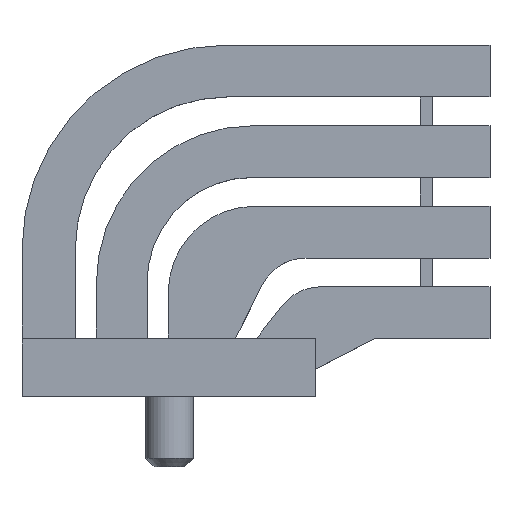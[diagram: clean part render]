
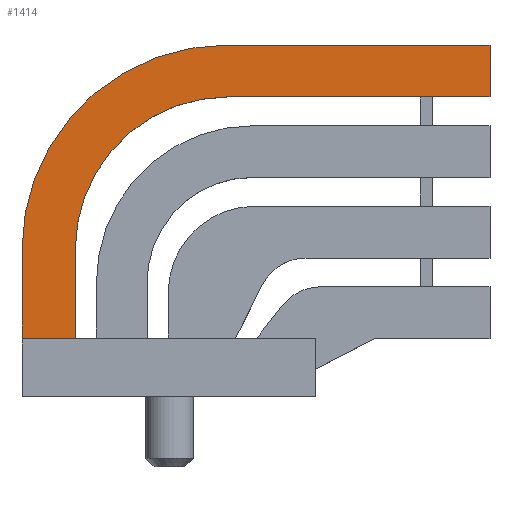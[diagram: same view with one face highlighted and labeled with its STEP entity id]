
A CAD part, top view. The second image highlights one B-rep face of the part: STEP entity #1414.
In plain terms, the highlighted planar face has unit normal (0, 0, 1).
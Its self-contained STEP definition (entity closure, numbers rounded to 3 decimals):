
#98=LINE('',#2119,#279);
#105=LINE('',#2134,#286);
#107=LINE('',#2138,#288);
#120=LINE('',#2167,#301);
#121=LINE('',#2171,#302);
#122=LINE('',#2172,#303);
#279=VECTOR('',#1716,10.);
#286=VECTOR('',#1729,10.);
#288=VECTOR('',#1733,10.);
#301=VECTOR('',#1760,10.);
#302=VECTOR('',#1763,10.);
#303=VECTOR('',#1764,10.);
#406=PLANE('',#1502);
#487=FACE_OUTER_BOUND('',#560,.T.);
#560=EDGE_LOOP('',(#1147,#1148,#1149,#1150,#1151,#1152,#1153,#1154));
#609=CIRCLE('',#1493,9.379);
#611=CIRCLE('',#1503,12.559);
#693=VERTEX_POINT('',#2116);
#694=VERTEX_POINT('',#2118);
#698=VERTEX_POINT('',#2128);
#699=VERTEX_POINT('',#2132);
#700=VERTEX_POINT('',#2136);
#709=VERTEX_POINT('',#2166);
#710=VERTEX_POINT('',#2168);
#711=VERTEX_POINT('',#2170);
#852=EDGE_CURVE('',#693,#694,#98,.T.);
#858=EDGE_CURVE('',#698,#693,#609,.T.);
#860=EDGE_CURVE('',#699,#698,#105,.T.);
#862=EDGE_CURVE('',#700,#699,#107,.T.);
#876=EDGE_CURVE('',#709,#700,#120,.T.);
#877=EDGE_CURVE('',#710,#709,#611,.T.);
#878=EDGE_CURVE('',#711,#710,#121,.T.);
#879=EDGE_CURVE('',#694,#711,#122,.T.);
#1147=ORIENTED_EDGE('',*,*,#862,.F.);
#1148=ORIENTED_EDGE('',*,*,#876,.F.);
#1149=ORIENTED_EDGE('',*,*,#877,.F.);
#1150=ORIENTED_EDGE('',*,*,#878,.F.);
#1151=ORIENTED_EDGE('',*,*,#879,.F.);
#1152=ORIENTED_EDGE('',*,*,#852,.F.);
#1153=ORIENTED_EDGE('',*,*,#858,.F.);
#1154=ORIENTED_EDGE('',*,*,#860,.F.);
#1414=ADVANCED_FACE('',(#487),#406,.T.);
#1493=AXIS2_PLACEMENT_3D('',#2130,#1724,#1725);
#1502=AXIS2_PLACEMENT_3D('',#2165,#1758,#1759);
#1503=AXIS2_PLACEMENT_3D('',#2169,#1761,#1762);
#1716=DIRECTION('',(0.,-1.,0.));
#1724=DIRECTION('center_axis',(0.,0.,1.));
#1725=DIRECTION('ref_axis',(0.,1.,0.));
#1729=DIRECTION('',(-1.,0.,0.));
#1733=DIRECTION('',(0.,-1.,0.));
#1758=DIRECTION('center_axis',(0.,0.,1.));
#1759=DIRECTION('ref_axis',(1.,0.,0.));
#1760=DIRECTION('',(1.,0.,0.));
#1761=DIRECTION('center_axis',(0.,0.,-1.));
#1762=DIRECTION('ref_axis',(0.,1.,0.));
#1763=DIRECTION('',(0.,1.,0.));
#1764=DIRECTION('',(-1.,0.,0.));
#2116=CARTESIAN_POINT('',(-5.73,9.031,1.6));
#2118=CARTESIAN_POINT('',(-5.73,3.53,1.6));
#2119=CARTESIAN_POINT('',(-5.73,10.796,1.6));
#2128=CARTESIAN_POINT('',(3.649,18.41,1.6));
#2130=CARTESIAN_POINT('Origin',(3.649,9.031,1.6));
#2132=CARTESIAN_POINT('',(19.75,18.41,1.6));
#2134=CARTESIAN_POINT('',(12.563,18.41,1.6));
#2136=CARTESIAN_POINT('',(19.75,21.59,1.6));
#2138=CARTESIAN_POINT('',(19.75,17.075,1.6));
#2165=CARTESIAN_POINT('Origin',(5.375,12.56,1.6));
#2166=CARTESIAN_POINT('',(3.559,21.59,1.6));
#2167=CARTESIAN_POINT('',(4.467,21.59,1.6));
#2168=CARTESIAN_POINT('',(-9.,9.031,1.6));
#2169=CARTESIAN_POINT('Origin',(3.559,9.031,1.6));
#2170=CARTESIAN_POINT('',(-9.,3.53,1.6));
#2171=CARTESIAN_POINT('',(-9.,8.045,1.6));
#2172=CARTESIAN_POINT('',(7.188,3.53,1.6));
